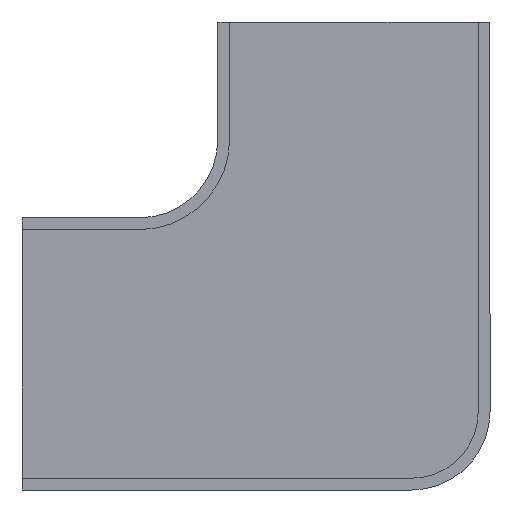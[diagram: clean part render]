
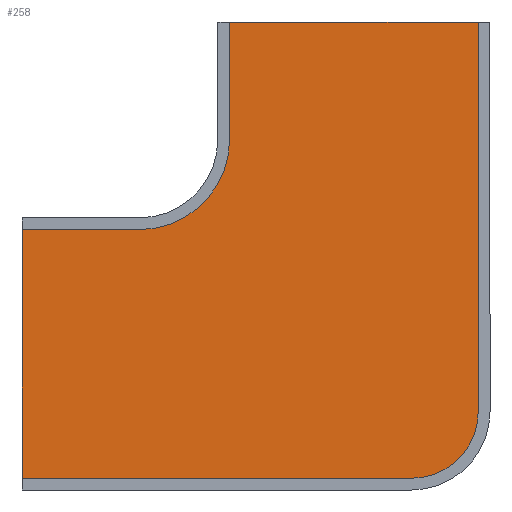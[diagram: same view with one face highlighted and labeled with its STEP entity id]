
A CAD part, front view. The second image highlights one B-rep face of the part: STEP entity #258.
In plain terms, the highlighted planar face has unit normal (0, -1, 0).
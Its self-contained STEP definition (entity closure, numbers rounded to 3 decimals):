
#11 = VERTEX_POINT ( 'NONE', #423 ) ;
#14 = EDGE_CURVE ( 'NONE', #544, #270, #80, .T. ) ;
#32 = EDGE_CURVE ( 'NONE', #174, #503, #218, .T. ) ;
#42 = AXIS2_PLACEMENT_3D ( 'NONE', #189, #509, #237 ) ;
#47 = VECTOR ( 'NONE', #52, 1000. ) ;
#52 = DIRECTION ( 'NONE',  ( 0., 0., -1. ) ) ;
#55 = EDGE_CURVE ( 'NONE', #503, #208, #534, .T. ) ;
#57 = DIRECTION ( 'NONE',  ( 0., 0., 1. ) ) ;
#61 = ORIENTED_EDGE ( 'NONE', *, *, #355, .F. ) ;
#70 = LINE ( 'NONE', #516, #191 ) ;
#75 = CARTESIAN_POINT ( 'NONE',  ( -23.9, 12.1, -22.7 ) ) ;
#80 = LINE ( 'NONE', #196, #192 ) ;
#118 = DIRECTION ( 'NONE',  ( 0., 0., 1. ) ) ;
#119 = DIRECTION ( 'NONE',  ( 0., 1., 0. ) ) ;
#121 = PLANE ( 'NONE',  #180 ) ;
#123 = ORIENTED_EDGE ( 'NONE', *, *, #32, .F. ) ;
#126 = CARTESIAN_POINT ( 'NONE',  ( -2.7, 12.1, 23.9 ) ) ;
#140 = FACE_OUTER_BOUND ( 'NONE', #235, .T. ) ;
#142 = ORIENTED_EDGE ( 'NONE', *, *, #567, .F. ) ;
#147 = ORIENTED_EDGE ( 'NONE', *, *, #14, .F. ) ;
#153 = DIRECTION ( 'NONE',  ( 0., 0., 1. ) ) ;
#154 = DIRECTION ( 'NONE',  ( -1., 0., 0. ) ) ;
#156 = CARTESIAN_POINT ( 'NONE',  ( 15.9, 12.1, -15.9 ) ) ;
#174 = VERTEX_POINT ( 'NONE', #211 ) ;
#176 = CARTESIAN_POINT ( 'NONE',  ( -23.9, 12.1, 2.7 ) ) ;
#180 = AXIS2_PLACEMENT_3D ( 'NONE', #156, #119, #118 ) ;
#187 = DIRECTION ( 'NONE',  ( 1., 0., 0. ) ) ;
#189 = CARTESIAN_POINT ( 'NONE',  ( -11.9, 12.1, 11.9 ) ) ;
#191 = VECTOR ( 'NONE', #556, 1000. ) ;
#192 = VECTOR ( 'NONE', #153, 1000. ) ;
#196 = CARTESIAN_POINT ( 'NONE',  ( -2.7, 12.1, 11.9 ) ) ;
#207 = CARTESIAN_POINT ( 'NONE',  ( 15.9, 12.1, -22.7 ) ) ;
#208 = VERTEX_POINT ( 'NONE', #207 ) ;
#211 = CARTESIAN_POINT ( 'NONE',  ( 22.7, 12.1, 23.9 ) ) ;
#218 = LINE ( 'NONE', #249, #47 ) ;
#235 = EDGE_LOOP ( 'NONE', ( #432, #291, #123, #441, #147, #142, #385, #61 ) ) ;
#237 = DIRECTION ( 'NONE',  ( 0., 0., 1. ) ) ;
#249 = CARTESIAN_POINT ( 'NONE',  ( 22.7, 12.1, 23.9 ) ) ;
#258 = ADVANCED_FACE ( 'NONE', ( #140 ), #121, .F. ) ;
#270 = VERTEX_POINT ( 'NONE', #126 ) ;
#291 = ORIENTED_EDGE ( 'NONE', *, *, #55, .F. ) ;
#293 = AXIS2_PLACEMENT_3D ( 'NONE', #523, #510, #473 ) ;
#304 = VERTEX_POINT ( 'NONE', #75 ) ;
#318 = LINE ( 'NONE', #392, #324 ) ;
#324 = VECTOR ( 'NONE', #154, 1000. ) ;
#332 = CARTESIAN_POINT ( 'NONE',  ( -2.7, 12.1, 11.9 ) ) ;
#335 = CARTESIAN_POINT ( 'NONE',  ( -23.9, 12.1, 3.9 ) ) ;
#336 = CARTESIAN_POINT ( 'NONE',  ( -3.9, 12.1, 23.9 ) ) ;
#355 = EDGE_CURVE ( 'NONE', #304, #404, #522, .T. ) ;
#382 = CARTESIAN_POINT ( 'NONE',  ( 22.7, 12.1, -15.9 ) ) ;
#385 = ORIENTED_EDGE ( 'NONE', *, *, #606, .F. ) ;
#392 = CARTESIAN_POINT ( 'NONE',  ( -23.9, 12.1, -22.7 ) ) ;
#394 = LINE ( 'NONE', #336, #513 ) ;
#404 = VERTEX_POINT ( 'NONE', #176 ) ;
#423 = CARTESIAN_POINT ( 'NONE',  ( -11.9, 12.1, 2.7 ) ) ;
#427 = VECTOR ( 'NONE', #57, 1000. ) ;
#432 = ORIENTED_EDGE ( 'NONE', *, *, #603, .F. ) ;
#441 = ORIENTED_EDGE ( 'NONE', *, *, #554, .F. ) ;
#473 = DIRECTION ( 'NONE',  ( 0., 0., 1. ) ) ;
#503 = VERTEX_POINT ( 'NONE', #382 ) ;
#509 = DIRECTION ( 'NONE',  ( 0., -1., 0. ) ) ;
#510 = DIRECTION ( 'NONE',  ( 0., 1., 0. ) ) ;
#513 = VECTOR ( 'NONE', #187, 1000. ) ;
#516 = CARTESIAN_POINT ( 'NONE',  ( -23.9, 12.1, 2.7 ) ) ;
#522 = LINE ( 'NONE', #335, #427 ) ;
#523 = CARTESIAN_POINT ( 'NONE',  ( 15.9, 12.1, -15.9 ) ) ;
#531 = CIRCLE ( 'NONE', #42, 9.2 ) ;
#534 = CIRCLE ( 'NONE', #293, 6.8 ) ;
#544 = VERTEX_POINT ( 'NONE', #332 ) ;
#554 = EDGE_CURVE ( 'NONE', #270, #174, #394, .T. ) ;
#556 = DIRECTION ( 'NONE',  ( 1., 0., 0. ) ) ;
#567 = EDGE_CURVE ( 'NONE', #11, #544, #531, .T. ) ;
#603 = EDGE_CURVE ( 'NONE', #208, #304, #318, .T. ) ;
#606 = EDGE_CURVE ( 'NONE', #404, #11, #70, .T. ) ;
